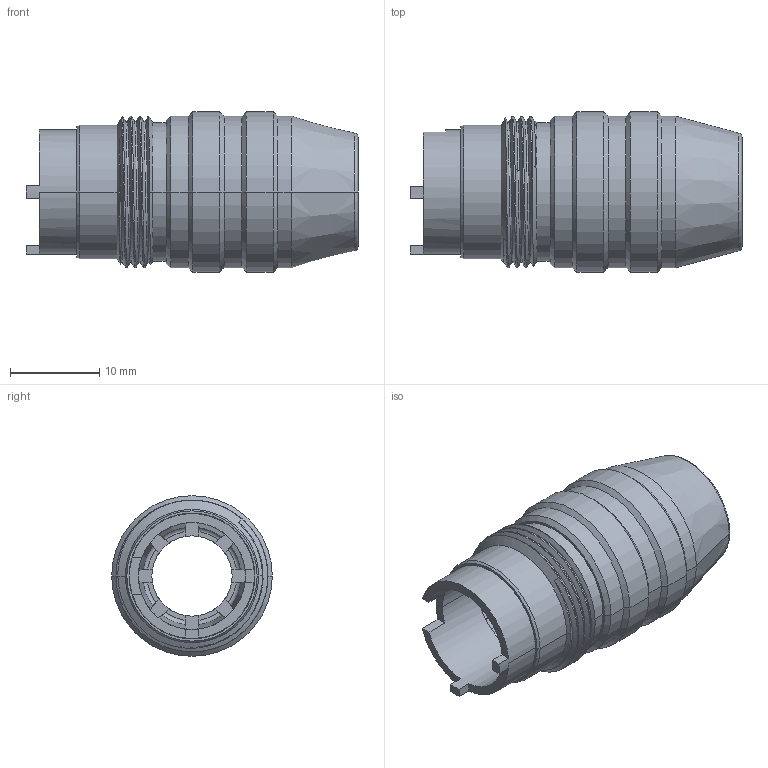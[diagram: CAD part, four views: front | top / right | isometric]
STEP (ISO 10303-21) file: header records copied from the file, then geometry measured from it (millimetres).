
FILE_DESCRIPTION((''),'2;1');
FILE_NAME('13301P2_SW0001','2018-05-15T15:06:20',('laurentbigonski'),('NET AG system integration'),'CREO PARAMETRIC BY PTC INC, 2017260','CREO PARAMETRIC BY PTC INC, 2017260','');
FILE_SCHEMA(('AUTOMOTIVE_DESIGN { 1 0 10303 214 1 1 1 1 }'));
Length unit declared in the file: millimetre
Products named in the file (1): 13301P2_SW0001
Bounding box: 37.2 x 18 x 18 mm (x, y, z)
Volume: 3605.6 mm3; surface area: 5918.5 mm2
Topology: 2 solids, 2 shells, 182 faces, 478 edges, 298 vertices
Faces by surface type: plane 54, cone 50, cylinder 44, torus 28, bspline 6
Entity records: 7989 total; most frequent: CARTESIAN_POINT 3408, ORIENTED_EDGE 956, DIRECTION 906, EDGE_CURVE 478, AXIS2_PLACEMENT_3D 383, VERTEX_POINT 298, CIRCLE 202, EDGE_LOOP 198
